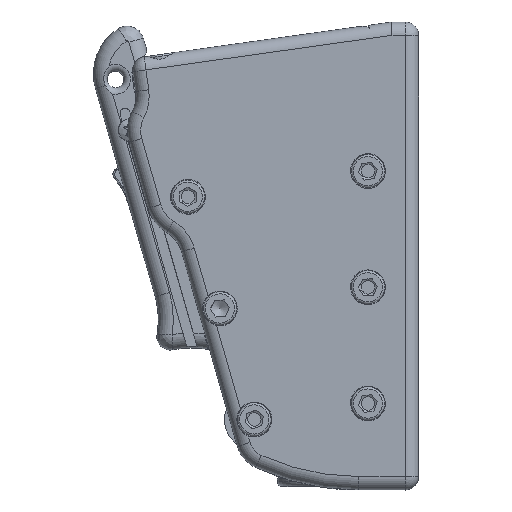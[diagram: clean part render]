
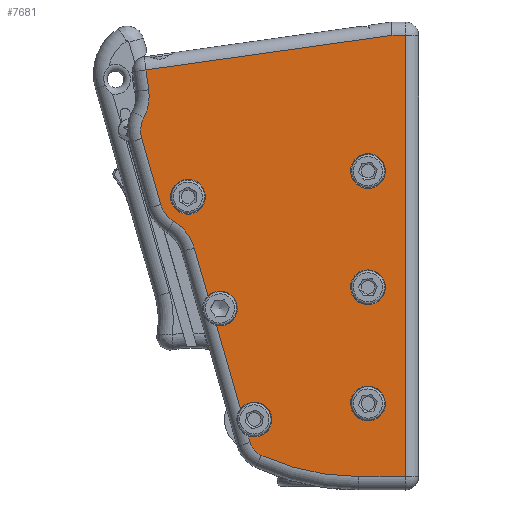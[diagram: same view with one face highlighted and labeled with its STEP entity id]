
A CAD part, top view. The second image highlights one B-rep face of the part: STEP entity #7681.
In plain terms, the highlighted planar face has unit normal (0, 0, 1).
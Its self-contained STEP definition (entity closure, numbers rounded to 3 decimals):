
#346=FACE_BOUND('',#1376,.T.);
#347=FACE_BOUND('',#1377,.T.);
#348=FACE_BOUND('',#1378,.T.);
#349=FACE_BOUND('',#1379,.T.);
#576=PLANE('',#8241);
#846=FACE_OUTER_BOUND('',#1375,.T.);
#1375=EDGE_LOOP('',(#5376,#5377,#5378,#5379,#5380,#5381,#5382,#5383,#5384,
#5385,#5386,#5387,#5388,#5389,#5390,#5391,#5392,#5393));
#1376=EDGE_LOOP('',(#5394));
#1377=EDGE_LOOP('',(#5395));
#1378=EDGE_LOOP('',(#5396));
#1379=EDGE_LOOP('',(#5397));
#2085=LINE('',#11645,#2539);
#2086=LINE('',#11647,#2540);
#2087=LINE('',#11649,#2541);
#2088=LINE('',#11651,#2542);
#2089=LINE('',#11653,#2543);
#2090=LINE('',#11655,#2544);
#2091=LINE('',#11661,#2545);
#2092=LINE('',#11667,#2546);
#2093=LINE('',#11671,#2547);
#2094=LINE('',#11675,#2548);
#2539=VECTOR('',#9275,14.);
#2540=VECTOR('',#9276,132.927);
#2541=VECTOR('',#9277,4.);
#2542=VECTOR('',#9278,0.039);
#2543=VECTOR('',#9279,74.835);
#2544=VECTOR('',#9280,6.);
#2545=VECTOR('',#9285,20.7);
#2546=VECTOR('',#9290,14.926);
#2547=VECTOR('',#9293,26.131);
#2548=VECTOR('',#9296,2.161);
#2991=CIRCLE('',#8242,71.);
#2992=CIRCLE('',#8243,14.);
#2993=CIRCLE('',#8244,8.5);
#2994=CIRCLE('',#8245,8.5);
#2995=CIRCLE('',#8246,14.);
#2996=CIRCLE('',#8247,5.25);
#2997=CIRCLE('',#8248,5.25);
#2998=CIRCLE('',#8249,6.);
#2999=CIRCLE('',#8250,5.25);
#3000=CIRCLE('',#8251,5.25);
#3001=CIRCLE('',#8252,5.25);
#3002=CIRCLE('',#8253,5.25);
#3433=VERTEX_POINT('',#11638);
#3434=VERTEX_POINT('',#11642);
#3435=VERTEX_POINT('',#11643);
#3436=VERTEX_POINT('',#11646);
#3437=VERTEX_POINT('',#11648);
#3438=VERTEX_POINT('',#11650);
#3439=VERTEX_POINT('',#11652);
#3440=VERTEX_POINT('',#11654);
#3441=VERTEX_POINT('',#11656);
#3442=VERTEX_POINT('',#11658);
#3443=VERTEX_POINT('',#11660);
#3444=VERTEX_POINT('',#11662);
#3445=VERTEX_POINT('',#11664);
#3446=VERTEX_POINT('',#11666);
#3447=VERTEX_POINT('',#11668);
#3448=VERTEX_POINT('',#11670);
#3449=VERTEX_POINT('',#11672);
#3450=VERTEX_POINT('',#11674);
#3451=VERTEX_POINT('',#11677);
#3452=VERTEX_POINT('',#11679);
#3453=VERTEX_POINT('',#11681);
#3454=VERTEX_POINT('',#11683);
#4227=EDGE_CURVE('',#3434,#3435,#2991,.T.);
#4228=EDGE_CURVE('',#3435,#3433,#2085,.T.);
#4229=EDGE_CURVE('',#3436,#3433,#2086,.T.);
#4230=EDGE_CURVE('',#3437,#3436,#2087,.T.);
#4231=EDGE_CURVE('',#3438,#3437,#2088,.T.);
#4232=EDGE_CURVE('',#3438,#3439,#2089,.T.);
#4233=EDGE_CURVE('',#3439,#3440,#2090,.T.);
#4234=EDGE_CURVE('',#3440,#3441,#2992,.T.);
#4235=EDGE_CURVE('',#3441,#3442,#2993,.T.);
#4236=EDGE_CURVE('',#3442,#3443,#2091,.T.);
#4237=EDGE_CURVE('',#3443,#3444,#2994,.T.);
#4238=EDGE_CURVE('',#3444,#3445,#2995,.T.);
#4239=EDGE_CURVE('',#3445,#3446,#2092,.T.);
#4240=EDGE_CURVE('',#3447,#3446,#2996,.T.);
#4241=EDGE_CURVE('',#3447,#3448,#2093,.T.);
#4242=EDGE_CURVE('',#3449,#3448,#2997,.T.);
#4243=EDGE_CURVE('',#3449,#3450,#2094,.T.);
#4244=EDGE_CURVE('',#3450,#3434,#2998,.T.);
#4245=EDGE_CURVE('',#3451,#3451,#2999,.T.);
#4246=EDGE_CURVE('',#3452,#3452,#3000,.T.);
#4247=EDGE_CURVE('',#3453,#3453,#3001,.T.);
#4248=EDGE_CURVE('',#3454,#3454,#3002,.T.);
#5376=ORIENTED_EDGE('',*,*,#4227,.T.);
#5377=ORIENTED_EDGE('',*,*,#4228,.T.);
#5378=ORIENTED_EDGE('',*,*,#4229,.F.);
#5379=ORIENTED_EDGE('',*,*,#4230,.F.);
#5380=ORIENTED_EDGE('',*,*,#4231,.F.);
#5381=ORIENTED_EDGE('',*,*,#4232,.T.);
#5382=ORIENTED_EDGE('',*,*,#4233,.T.);
#5383=ORIENTED_EDGE('',*,*,#4234,.T.);
#5384=ORIENTED_EDGE('',*,*,#4235,.T.);
#5385=ORIENTED_EDGE('',*,*,#4236,.T.);
#5386=ORIENTED_EDGE('',*,*,#4237,.T.);
#5387=ORIENTED_EDGE('',*,*,#4238,.T.);
#5388=ORIENTED_EDGE('',*,*,#4239,.T.);
#5389=ORIENTED_EDGE('',*,*,#4240,.F.);
#5390=ORIENTED_EDGE('',*,*,#4241,.T.);
#5391=ORIENTED_EDGE('',*,*,#4242,.F.);
#5392=ORIENTED_EDGE('',*,*,#4243,.T.);
#5393=ORIENTED_EDGE('',*,*,#4244,.T.);
#5394=ORIENTED_EDGE('',*,*,#4245,.F.);
#5395=ORIENTED_EDGE('',*,*,#4246,.F.);
#5396=ORIENTED_EDGE('',*,*,#4247,.F.);
#5397=ORIENTED_EDGE('',*,*,#4248,.F.);
#7681=ADVANCED_FACE('',(#846,#346,#347,#348,#349),#576,.T.);
#8241=AXIS2_PLACEMENT_3D('',#11641,#9271,#9272);
#8242=AXIS2_PLACEMENT_3D('',#11644,#9273,#9274);
#8243=AXIS2_PLACEMENT_3D('',#11657,#9281,#9282);
#8244=AXIS2_PLACEMENT_3D('',#11659,#9283,#9284);
#8245=AXIS2_PLACEMENT_3D('',#11663,#9286,#9287);
#8246=AXIS2_PLACEMENT_3D('',#11665,#9288,#9289);
#8247=AXIS2_PLACEMENT_3D('',#11669,#9291,#9292);
#8248=AXIS2_PLACEMENT_3D('',#11673,#9294,#9295);
#8249=AXIS2_PLACEMENT_3D('',#11676,#9297,#9298);
#8250=AXIS2_PLACEMENT_3D('',#11678,#9299,#9300);
#8251=AXIS2_PLACEMENT_3D('',#11680,#9301,#9302);
#8252=AXIS2_PLACEMENT_3D('',#11682,#9303,#9304);
#8253=AXIS2_PLACEMENT_3D('',#11684,#9305,#9306);
#9271=DIRECTION('center_axis',(0.,0.,
1.));
#9272=DIRECTION('ref_axis',(0.,-1.,0.));
#9273=DIRECTION('center_axis',(0.,0.,
1.));
#9274=DIRECTION('ref_axis',(-0.212,-0.977,0.));
#9275=DIRECTION('',(1.,0.,0.));
#9276=DIRECTION('',(0.,-1.,0.));
#9277=DIRECTION('',(1.,0.,0.));
#9278=DIRECTION('',(0.,1.,0.));
#9279=DIRECTION('',(-0.99,-0.139,0.));
#9280=DIRECTION('',(0.139,-0.99,0.));
#9281=DIRECTION('center_axis',(0.,0.,
-1.));
#9282=DIRECTION('ref_axis',(0.985,-0.17,0.));
#9283=DIRECTION('center_axis',(0.,0.,
1.));
#9284=DIRECTION('ref_axis',(-0.995,0.101,0.));
#9285=DIRECTION('',(0.276,-0.961,0.));
#9286=DIRECTION('center_axis',(0.,0.,
1.));
#9287=DIRECTION('ref_axis',(-0.792,-0.61,0.));
#9288=DIRECTION('center_axis',(0.,0.,
-1.));
#9289=DIRECTION('ref_axis',(0.792,0.61,0.));
#9290=DIRECTION('',(0.276,-0.961,0.));
#9291=DIRECTION('center_axis',(0.,0.,
1.));
#9292=DIRECTION('ref_axis',(-0.99,-0.139,0.));
#9293=DIRECTION('',(0.276,-0.961,0.));
#9294=DIRECTION('center_axis',(0.,0.,
1.));
#9295=DIRECTION('ref_axis',(-0.99,-0.139,0.));
#9296=DIRECTION('',(0.276,-0.961,0.));
#9297=DIRECTION('center_axis',(0.,0.,
1.));
#9298=DIRECTION('ref_axis',(-0.758,-0.653,0.));
#9299=DIRECTION('center_axis',(0.,0.,
1.));
#9300=DIRECTION('ref_axis',(-0.99,-0.139,0.));
#9301=DIRECTION('center_axis',(0.,0.,
1.));
#9302=DIRECTION('ref_axis',(-0.99,-0.139,0.));
#9303=DIRECTION('center_axis',(0.,0.,
1.));
#9304=DIRECTION('ref_axis',(-0.99,-0.139,0.));
#9305=DIRECTION('center_axis',(0.,0.,
1.));
#9306=DIRECTION('ref_axis',(-0.99,-0.139,0.));
#11638=CARTESIAN_POINT('',(4.,4.,34.));
#11641=CARTESIAN_POINT('Origin',(0.,136.927,
34.));
#11642=CARTESIAN_POINT('',(-39.466,10.403,34.));
#11643=CARTESIAN_POINT('',(-10.,4.,34.));
#11644=CARTESIAN_POINT('Origin',(-10.,75.,34.));
#11645=CARTESIAN_POINT('',(-31.683,4.,34.));
#11646=CARTESIAN_POINT('',(4.,136.927,34.));
#11647=CARTESIAN_POINT('',(4.,103.696,34.));
#11648=CARTESIAN_POINT('',(0.,136.927,34.));
#11649=CARTESIAN_POINT('',(0.,136.927,34.));
#11650=CARTESIAN_POINT('',(0.,136.888,34.));
#11651=CARTESIAN_POINT('',(0.,4.,34.));
#11652=CARTESIAN_POINT('',(-74.107,126.473,34.));
#11653=CARTESIAN_POINT('',(-52.744,129.476,34.));
#11654=CARTESIAN_POINT('',(-73.272,120.532,34.));
#11655=CARTESIAN_POINT('',(-73.62,123.007,34.));
#11656=CARTESIAN_POINT('',(-74.725,112.104,34.));
#11657=CARTESIAN_POINT('Origin',(-87.135,118.583,34.));
#11658=CARTESIAN_POINT('',(-75.361,105.827,34.));
#11659=CARTESIAN_POINT('Origin',(-67.19,108.17,34.));
#11660=CARTESIAN_POINT('',(-69.655,85.93,34.));
#11661=CARTESIAN_POINT('',(-78.341,116.223,34.));
#11662=CARTESIAN_POINT('',(-65.836,80.971,34.));
#11663=CARTESIAN_POINT('Origin',(-61.484,88.272,34.));
#11664=CARTESIAN_POINT('',(-59.545,72.803,34.));
#11665=CARTESIAN_POINT('Origin',(-73.003,68.945,34.));
#11666=CARTESIAN_POINT('',(-55.431,58.455,34.));
#11667=CARTESIAN_POINT('',(-59.101,71.254,34.));
#11668=CARTESIAN_POINT('',(-52.857,49.478,34.));
#11669=CARTESIAN_POINT('Origin',(-51.837,54.628,34.));
#11670=CARTESIAN_POINT('',(-45.654,24.36,34.));
#11671=CARTESIAN_POINT('',(-59.101,71.254,34.));
#11672=CARTESIAN_POINT('',(-43.339,16.285,34.));
#11673=CARTESIAN_POINT('Origin',(-41.469,21.191,34.));
#11674=CARTESIAN_POINT('',(-42.743,14.208,34.));
#11675=CARTESIAN_POINT('',(-59.101,71.254,34.));
#11676=CARTESIAN_POINT('Origin',(-36.976,15.862,34.));
#11677=CARTESIAN_POINT('',(-12.449,95.269,34.));
#11678=CARTESIAN_POINT('Origin',(-7.25,96.,34.));
#11679=CARTESIAN_POINT('',(-12.449,25.269,34.));
#11680=CARTESIAN_POINT('Origin',(-7.25,26.,34.));
#11681=CARTESIAN_POINT('',(-66.683,87.542,34.));
#11682=CARTESIAN_POINT('Origin',(-61.484,88.272,34.));
#11683=CARTESIAN_POINT('',(-12.449,60.269,34.));
#11684=CARTESIAN_POINT('Origin',(-7.25,61.,34.));
